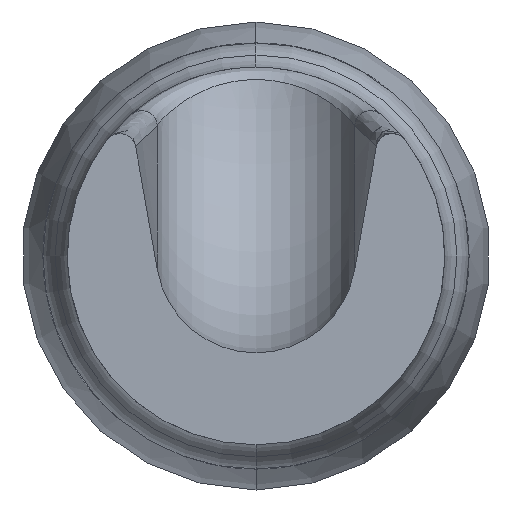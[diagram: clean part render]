
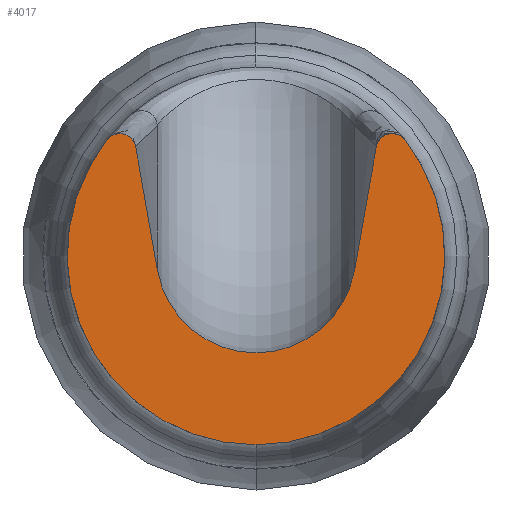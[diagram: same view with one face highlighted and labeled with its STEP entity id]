
A CAD part, front view. The second image highlights one B-rep face of the part: STEP entity #4017.
In plain terms, the highlighted planar face has unit normal (0, -1, 0).
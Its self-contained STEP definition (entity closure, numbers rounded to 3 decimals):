
#67 = DIRECTION ( 'NONE',  ( 0., -1., 0. ) ) ;
#116 = VERTEX_POINT ( 'NONE', #489 ) ;
#167 = ORIENTED_EDGE ( 'NONE', *, *, #3953, .F. ) ;
#194 = CARTESIAN_POINT ( 'NONE',  ( 0.461, -30., 0.36 ) ) ;
#296 = DIRECTION ( 'NONE',  ( 0., 0., 1. ) ) ;
#354 = ORIENTED_EDGE ( 'NONE', *, *, #4697, .F. ) ;
#414 = CIRCLE ( 'NONE', #2795, 0.585 ) ;
#489 = CARTESIAN_POINT ( 'NONE',  ( 0.422, -30., 0.379 ) ) ;
#593 = CARTESIAN_POINT ( 'NONE',  ( -0.305, -30., -0.044 ) ) ;
#677 = AXIS2_PLACEMENT_3D ( 'NONE', #857, #67, #2136 ) ;
#710 = DIRECTION ( 'NONE',  ( 0., 1., 0. ) ) ;
#787 = CARTESIAN_POINT ( 'NONE',  ( 0.422, -30., 0.329 ) ) ;
#839 = ORIENTED_EDGE ( 'NONE', *, *, #3544, .T. ) ;
#857 = CARTESIAN_POINT ( 'NONE',  ( 0., -30., 0.01 ) ) ;
#1134 = CARTESIAN_POINT ( 'NONE',  ( 0., -30., -0.3 ) ) ;
#1158 = DIRECTION ( 'NONE',  ( 0.174, 0., 0.985 ) ) ;
#1180 = DIRECTION ( 'NONE',  ( 0., 0., 1. ) ) ;
#1193 = DIRECTION ( 'NONE',  ( 0., -1., 0. ) ) ;
#1260 = DIRECTION ( 'NONE',  ( 0., 0., 1. ) ) ;
#1339 = VERTEX_POINT ( 'NONE', #593 ) ;
#1382 = AXIS2_PLACEMENT_3D ( 'NONE', #787, #1193, #1180 ) ;
#1420 = CIRCLE ( 'NONE', #4025, 0.585 ) ;
#1432 = VERTEX_POINT ( 'NONE', #1843 ) ;
#1562 = AXIS2_PLACEMENT_3D ( 'NONE', #3606, #1976, #2410 ) ;
#1667 = AXIS2_PLACEMENT_3D ( 'NONE', #2959, #4667, #2158 ) ;
#1707 = DIRECTION ( 'NONE',  ( 0., 0., 1. ) ) ;
#1729 = DIRECTION ( 'NONE',  ( 0., 1., 0. ) ) ;
#1746 = CIRCLE ( 'NONE', #677, 0.31 ) ;
#1776 = EDGE_CURVE ( 'Defeature ausgef�hrt1_3+Defeature ausgef�hrt1_33+Defeature ausgef�hrt1_14+Defeature ausgef�hrt1_1', #3091, #1432, #2577, .T. ) ;
#1843 = CARTESIAN_POINT ( 'NONE',  ( -0.461, -30., 0.36 ) ) ;
#1879 = EDGE_LOOP ( 'NONE', ( #167, #4925, #3981, #3072, #354, #839, #4066, #3445, #3328, #3665 ) ) ;
#1976 = DIRECTION ( 'NONE',  ( 0., -1., 0. ) ) ;
#2001 = AXIS2_PLACEMENT_3D ( 'NONE', #2602, #1729, #1260 ) ;
#2093 = DIRECTION ( 'NONE',  ( 0., -1., 0. ) ) ;
#2136 = DIRECTION ( 'NONE',  ( 0., 0., -1. ) ) ;
#2158 = DIRECTION ( 'NONE',  ( 0., 0., 1. ) ) ;
#2176 = CARTESIAN_POINT ( 'NONE',  ( -0.422, -30., 0.379 ) ) ;
#2200 = CIRCLE ( 'NONE', #4438, 0.05 ) ;
#2248 = EDGE_CURVE ( 'Defeature ausgef�hrt1_16+Defeature ausgef�hrt1_3+Defeature ausgef�hrt1_14+Defeature ausgef�hrt1_15', #1339, #2906, #4723, .T. ) ;
#2267 = EDGE_CURVE ( 'Defeature ausgef�hrt1_1+Defeature ausgef�hrt1_3+Defeature ausgef�hrt1_29+Defeature ausgef�hrt1_33', #4387, #1432, #1420, .T. ) ;
#2404 = CARTESIAN_POINT ( 'NONE',  ( 0.305, -30., -0.044 ) ) ;
#2410 = DIRECTION ( 'NONE',  ( 0., 0., -1. ) ) ;
#2541 = CARTESIAN_POINT ( 'NONE',  ( -0.422, -30., 0.329 ) ) ;
#2546 = EDGE_CURVE ( 'Defeature ausgef�hrt1_15+Defeature ausgef�hrt1_3+Defeature ausgef�hrt1_16+Defeature ausgef�hrt1_29', #2967, #2948, #3650, .T. ) ;
#2577 = CIRCLE ( 'NONE', #1667, 0.05 ) ;
#2602 = CARTESIAN_POINT ( 'NONE',  ( 0.585, -30., 0. ) ) ;
#2604 = EDGE_CURVE ( 'Defeature ausgef�hrt1_3+Defeature ausgef�hrt1_29+Defeature ausgef�hrt1_1+Defeature ausgef�hrt1_15', #116, #2948, #3465, .T. ) ;
#2621 = VERTEX_POINT ( 'NONE', #4121 ) ;
#2776 = CIRCLE ( 'NONE', #5217, 0.05 ) ;
#2786 = CARTESIAN_POINT ( 'NONE',  ( 0., -30., 0. ) ) ;
#2795 = AXIS2_PLACEMENT_3D ( 'NONE', #4265, #5087, #1707 ) ;
#2906 = VERTEX_POINT ( 'NONE', #1134 ) ;
#2917 = CARTESIAN_POINT ( 'NONE',  ( -0.305, -30., -0.044 ) ) ;
#2948 = VERTEX_POINT ( 'NONE', #3275 ) ;
#2959 = CARTESIAN_POINT ( 'NONE',  ( -0.422, -30., 0.329 ) ) ;
#2967 = VERTEX_POINT ( 'NONE', #2404 ) ;
#2968 = VECTOR ( 'NONE', #5444, 1000. ) ;
#3072 = ORIENTED_EDGE ( 'NONE', *, *, #2267, .F. ) ;
#3091 = VERTEX_POINT ( 'NONE', #2176 ) ;
#3158 = EDGE_CURVE ( 'Defeature ausgef�hrt1_16+Defeature ausgef�hrt1_3+Defeature ausgef�hrt1_14+Defeature ausgef�hrt1_15', #2906, #2967, #1746, .T. ) ;
#3238 = DIRECTION ( 'NONE',  ( 0., -1., 0. ) ) ;
#3275 = CARTESIAN_POINT ( 'NONE',  ( 0.373, -30., 0.338 ) ) ;
#3301 = CARTESIAN_POINT ( 'NONE',  ( 0.305, -30., -0.044 ) ) ;
#3328 = ORIENTED_EDGE ( 'NONE', *, *, #3158, .F. ) ;
#3445 = ORIENTED_EDGE ( 'NONE', *, *, #2546, .F. ) ;
#3465 = CIRCLE ( 'NONE', #1382, 0.05 ) ;
#3544 = EDGE_CURVE ( 'Defeature ausgef�hrt1_3+Defeature ausgef�hrt1_29+Defeature ausgef�hrt1_1+Defeature ausgef�hrt1_15', #3649, #116, #2776, .T. ) ;
#3606 = CARTESIAN_POINT ( 'NONE',  ( 0., -30., 0.01 ) ) ;
#3649 = VERTEX_POINT ( 'NONE', #194 ) ;
#3650 = LINE ( 'NONE', #3301, #3731 ) ;
#3665 = ORIENTED_EDGE ( 'NONE', *, *, #2248, .F. ) ;
#3679 = CARTESIAN_POINT ( 'NONE',  ( 0., -30., -0.585 ) ) ;
#3731 = VECTOR ( 'NONE', #1158, 1000. ) ;
#3749 = DIRECTION ( 'NONE',  ( 0., 0., 1. ) ) ;
#3953 = EDGE_CURVE ( 'Defeature ausgef�hrt1_14+Defeature ausgef�hrt1_3+Defeature ausgef�hrt1_33+Defeature ausgef�hrt1_16', #2621, #1339, #4460, .T. ) ;
#3981 = ORIENTED_EDGE ( 'NONE', *, *, #1776, .T. ) ;
#4017 = ADVANCED_FACE ( 'Defeature ausgef�hrt1_3', ( #4452 ), #4640, .F. ) ;
#4025 = AXIS2_PLACEMENT_3D ( 'NONE', #2786, #710, #4501 ) ;
#4066 = ORIENTED_EDGE ( 'NONE', *, *, #2604, .T. ) ;
#4121 = CARTESIAN_POINT ( 'NONE',  ( -0.373, -30., 0.338 ) ) ;
#4265 = CARTESIAN_POINT ( 'NONE',  ( 0., -30., 0. ) ) ;
#4387 = VERTEX_POINT ( 'NONE', #3679 ) ;
#4438 = AXIS2_PLACEMENT_3D ( 'NONE', #2541, #2093, #3749 ) ;
#4452 = FACE_OUTER_BOUND ( 'NONE', #1879, .T. ) ;
#4460 = LINE ( 'NONE', #2917, #2968 ) ;
#4501 = DIRECTION ( 'NONE',  ( 0., 0., 1. ) ) ;
#4640 = PLANE ( 'NONE',  #2001 ) ;
#4667 = DIRECTION ( 'NONE',  ( 0., -1., 0. ) ) ;
#4697 = EDGE_CURVE ( 'Defeature ausgef�hrt1_1+Defeature ausgef�hrt1_3+Defeature ausgef�hrt1_29+Defeature ausgef�hrt1_33', #3649, #4387, #414, .T. ) ;
#4723 = CIRCLE ( 'NONE', #1562, 0.31 ) ;
#4925 = ORIENTED_EDGE ( 'NONE', *, *, #4952, .T. ) ;
#4952 = EDGE_CURVE ( 'Defeature ausgef�hrt1_3+Defeature ausgef�hrt1_33+Defeature ausgef�hrt1_14+Defeature ausgef�hrt1_1', #2621, #3091, #2200, .T. ) ;
#5087 = DIRECTION ( 'NONE',  ( 0., 1., 0. ) ) ;
#5161 = CARTESIAN_POINT ( 'NONE',  ( 0.422, -30., 0.329 ) ) ;
#5217 = AXIS2_PLACEMENT_3D ( 'NONE', #5161, #3238, #296 ) ;
#5444 = DIRECTION ( 'NONE',  ( 0.174, 0., -0.985 ) ) ;
